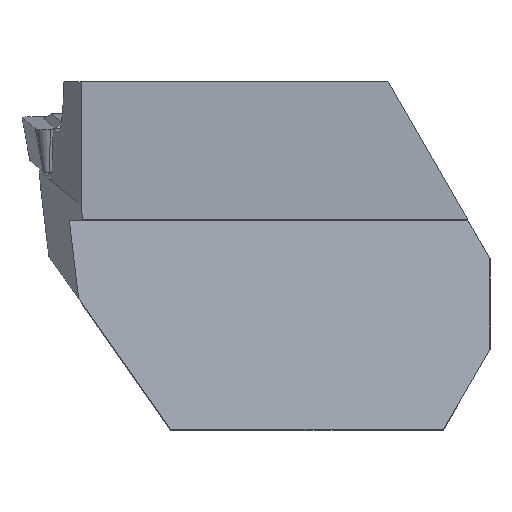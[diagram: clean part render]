
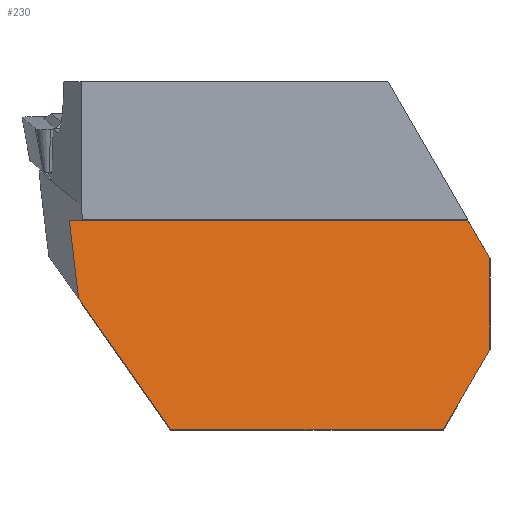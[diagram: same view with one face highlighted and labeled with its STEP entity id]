
A CAD part, top view. The second image highlights one B-rep face of the part: STEP entity #230.
In plain terms, the highlighted planar face has unit normal (0, 0.139, 0.99).
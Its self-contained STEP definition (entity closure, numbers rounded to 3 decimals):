
#230=ADVANCED_FACE('',(#354),#305,.T.);
#305=PLANE('',#1463);
#354=FACE_OUTER_BOUND('',#408,.T.);
#408=EDGE_LOOP('',(#568,#569,#570,#571,#572,#573,#574));
#568=ORIENTED_EDGE('',*,*,#1020,.F.);
#569=ORIENTED_EDGE('',*,*,#1021,.T.);
#570=ORIENTED_EDGE('',*,*,#1022,.T.);
#571=ORIENTED_EDGE('',*,*,#985,.T.);
#572=ORIENTED_EDGE('',*,*,#994,.F.);
#573=ORIENTED_EDGE('',*,*,#1019,.T.);
#574=ORIENTED_EDGE('',*,*,#1023,.T.);
#862=VERTEX_POINT('',#2017);
#863=VERTEX_POINT('',#2018);
#868=VERTEX_POINT('',#2032);
#885=VERTEX_POINT('',#2082);
#886=VERTEX_POINT('',#2086);
#887=VERTEX_POINT('',#2087);
#888=VERTEX_POINT('',#2089);
#985=EDGE_CURVE('',#862,#863,#1156,.T.);
#994=EDGE_CURVE('',#868,#863,#1165,.T.);
#1019=EDGE_CURVE('',#868,#885,#1182,.T.);
#1020=EDGE_CURVE('',#886,#887,#1183,.T.);
#1021=EDGE_CURVE('',#886,#888,#1184,.T.);
#1022=EDGE_CURVE('',#888,#862,#1185,.T.);
#1023=EDGE_CURVE('',#885,#887,#1186,.T.);
#1156=LINE('',#2016,#1279);
#1165=LINE('',#2033,#1288);
#1182=LINE('',#2083,#1305);
#1183=LINE('',#2085,#1306);
#1184=LINE('',#2088,#1307);
#1185=LINE('',#2090,#1308);
#1186=LINE('',#2091,#1309);
#1279=VECTOR('',#1613,1.);
#1288=VECTOR('',#1624,1.);
#1305=VECTOR('',#1665,1.);
#1306=VECTOR('',#1668,1.);
#1307=VECTOR('',#1669,1.);
#1308=VECTOR('',#1670,1.);
#1309=VECTOR('',#1671,1.);
#1463=AXIS2_PLACEMENT_3D('',#2092,#1672,#1673);
#1613=DIRECTION('',(0.117,-0.984,0.138));
#1624=DIRECTION('',(-0.57,0.814,-0.114));
#1665=DIRECTION('',(1.,0.,0.));
#1668=DIRECTION('',(0.,-0.99,0.139));
#1669=DIRECTION('',(-0.496,0.86,-0.121));
#1670=DIRECTION('',(-1.,0.,0.));
#1671=DIRECTION('',(0.496,0.86,-0.121));
#1672=DIRECTION('',(0.,0.139,0.99));
#1673=DIRECTION('',(0.,-0.99,0.139));
#2016=CARTESIAN_POINT('',(-24.059,-6.111,0.184));
#2017=CARTESIAN_POINT('',(-24.215,-4.8,0.));
#2018=CARTESIAN_POINT('',(-23.679,-9.314,0.634));
#2032=CARTESIAN_POINT('',(-18.368,-16.9,1.701));
#2033=CARTESIAN_POINT('',(-22.279,-11.315,0.916));
#2082=CARTESIAN_POINT('',(-2.643,-16.9,1.701));
#2083=CARTESIAN_POINT('',(-12.791,-16.9,1.701));
#2085=CARTESIAN_POINT('',(0.05,-4.8,0.));
#2086=CARTESIAN_POINT('',(0.05,-7.015,0.311));
#2087=CARTESIAN_POINT('',(0.05,-12.236,1.045));
#2088=CARTESIAN_POINT('',(-4.077,0.133,-0.693));
#2089=CARTESIAN_POINT('',(-1.229,-4.8,0.));
#2090=CARTESIAN_POINT('',(-27.5,-4.8,0.));
#2091=CARTESIAN_POINT('',(-1.557,-15.02,1.436));
#2092=CARTESIAN_POINT('',(-12.791,-4.8,0.));
